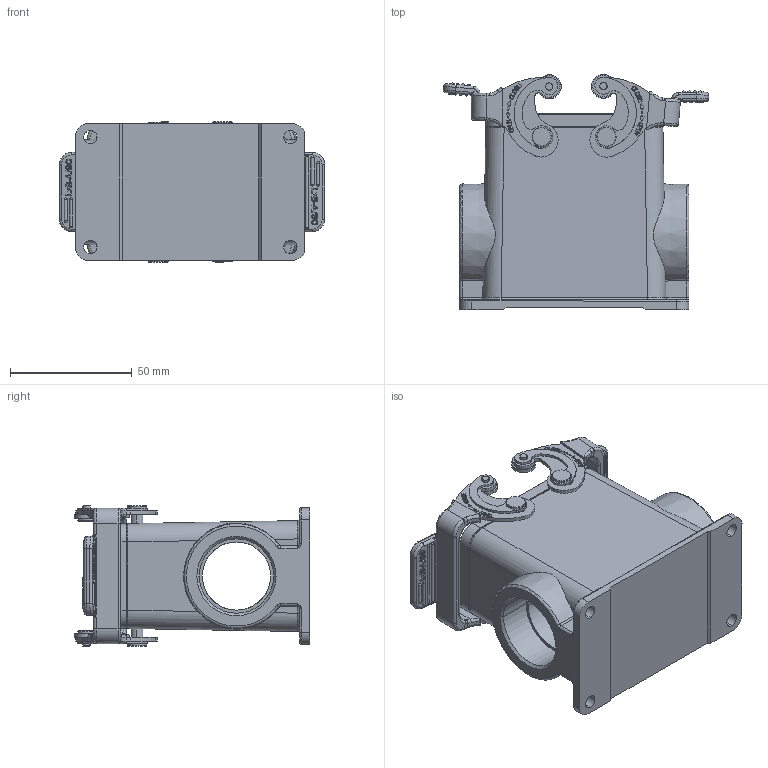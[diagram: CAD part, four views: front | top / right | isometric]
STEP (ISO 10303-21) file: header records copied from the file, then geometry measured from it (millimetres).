
FILE_DESCRIPTION((''),'2;1');
FILE_NAME('3D_H10B-MSFH-2L_SC-2M32_V1_0','2017-09-27T',('dm.li'),(''),'PRO/ENGINEER BY PARAMETRIC TECHNOLOGY CORPORATION, 2012480','PRO/ENGINEER BY PARAMETRIC TECHNOLOGY CORPORATION, 2012480','');
FILE_SCHEMA(('AUTOMOTIVE_DESIGN { 1 0 10303 214 1 1 1 1 }'));
Products named in the file (1): 3D_H10B-MSFH-2L_SC-2M32_V1_0
Bounding box: 108.78 x 96.51 x 57.45 mm (x, y, z)
Volume: 138566.9 mm3; surface area: 60571.3 mm2
Topology: 1 solids, 7 shells, 1458 faces, 3944 edges, 2633 vertices
Faces by surface type: plane 676, cylinder 364, extrusion 160, bspline 94, torus 78, cone 54, sphere 32
Entity records: 61173 total; most frequent: CARTESIAN_POINT 16377, ORIENTED_EDGE 7852, DIRECTION 6950, EDGE_CURVE 3934, VERTEX_POINT 2633, AXIS2_PLACEMENT_3D 2362, VECTOR 2226, LINE 2066
